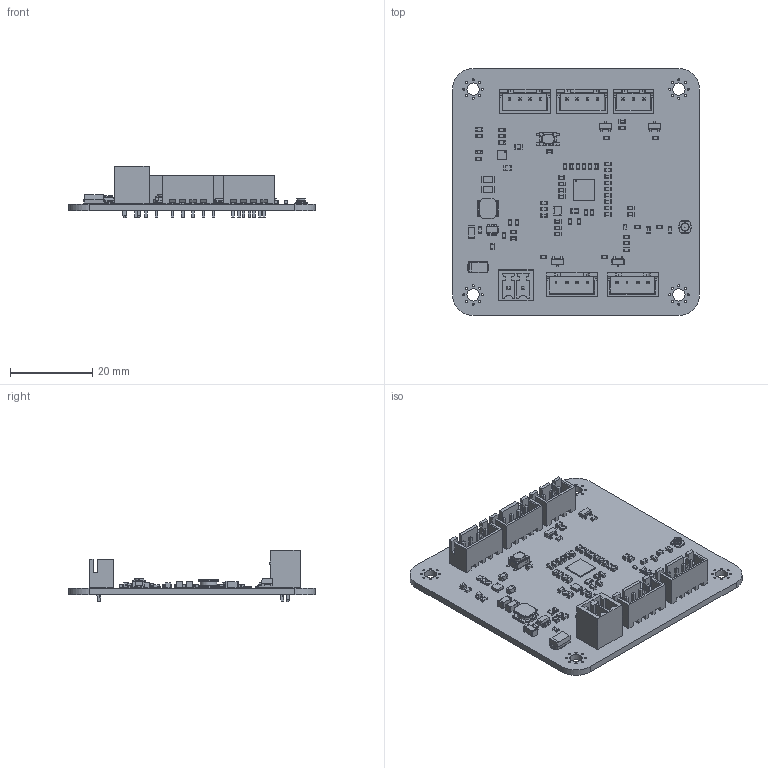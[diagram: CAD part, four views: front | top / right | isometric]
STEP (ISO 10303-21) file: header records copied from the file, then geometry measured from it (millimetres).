
FILE_DESCRIPTION(('KiCad electronic assembly'),'2;1');
FILE_NAME('airlora-kicad.step','2024-05-09T15:28:52',('Pcbnew'),('Kicad' ),'Open CASCADE STEP processor 7.7','KiCad to STEP converter', 'Unknown');
FILE_SCHEMA(('AUTOMOTIVE_DESIGN { 1 0 10303 214 1 1 1 1 }'));
Length unit declared in the file: millimetre
Products named in the file (42): airlora-kicad 1; C_0805_2012Metric; LED_0603_1608Metric; R_0603_1608Metric; JST_XH_B4B-XH-A_1x04_P2.50mm_Vertical; JST_B4B_XH_A; C_0603_1608Metric; NT2016SA-32M-END4263A_NDK; part; UFBGA73; JST_XH_B3B-XH-A_1x03_P2.50mm_Vertical; JST_B3B_XH_A; U.FL_Hirose_U.FL-R-SMT-1_Vertical; L_0603_1608Metric; C_1206_3216Metric; PhoenixContact_MCV_1,5_2-G-3.5_1x02_P3.50mm_Vertical; MCV_01x02_G_3_5mm; NX2012SA-32.768K-STD-MUB-1; L_5x5mm_h2mm; BGS12WN6E6327XTSA1; SOT-23; SOT_23; TPS7A2633DRVR; TPS62291DRVR; D_SMA; SOT-23-6; SOT_23_6; SW3x4; airlora-kicad_PCB
Assembly tree (105 placements, depth 3):
  airlora-kicad 1
    C_0805_2012Metric  x2
      C_0805_2012Metric
    LED_0603_1608Metric  x2
      LED_0603_1608Metric
    R_0603_1608Metric  x17
      R_0603_1608Metric
    JST_XH_B4B-XH-A_1x04_P2.50mm_Vertical  x4
      JST_B4B_XH_A
    C_0603_1608Metric  x37
      C_0603_1608Metric
    NT2016SA-32M-END4263A_NDK
      part
    UFBGA73
      part
    JST_XH_B3B-XH-A_1x03_P2.50mm_Vertical
      JST_B3B_XH_A
    U.FL_Hirose_U.FL-R-SMT-1_Vertical
      U.FL_Hirose_U.FL-R-SMT-1_Vertical
    L_0603_1608Metric  x3
      L_0603_1608Metric
    C_1206_3216Metric  x3
      C_1206_3216Metric
    PhoenixContact_MCV_1,5_2-G-3.5_1x02_P3.50mm_Vertical
      MCV_01x02_G_3_5mm
    NX2012SA-32.768K-STD-MUB-1
      NX2012SA-32.768K-STD-MUB-1
    L_5x5mm_h2mm
      L_5x5mm_h2mm
    BGS12WN6E6327XTSA1
      BGS12WN6E6327XTSA1
    SOT-23  x4
      SOT_23
    TPS7A2633DRVR
      TPS62291DRVR
    D_SMA
      D_SMA
    SOT-23-6
      SOT_23_6
    SW3x4
      SW3x4
    airlora-kicad_PCB
Bounding box: 60 x 60 x 12.6 mm (x, y, z)
Volume: 7411.6 mm3; surface area: 12515 mm2
Topology: 274 solids, 274 shells, 4151 faces, 10535 edges, 6784 vertices
Faces by surface type: plane 2716, cylinder 1072, sphere 155, bspline 148, torus 53, cone 7
Full cylindrical faces by diameter (mm): 0.085 x1, 0.258 x1, 0.3 x6, 0.4 x1, 0.5 x33, 0.8 x2, 0.95 x19, 1.2 x2, 1.8 x1, 1.92 x1, 2 x2, 3 x4, 4 x1
Entity records: 61561 total; most frequent: CARTESIAN_POINT 9580, DIRECTION 8745, ORIENTED_EDGE 8548, EDGE_CURVE 4274, LINE 3377, VECTOR 3377, VERTEX_POINT 2854, AXIS2_PLACEMENT_3D 2684
